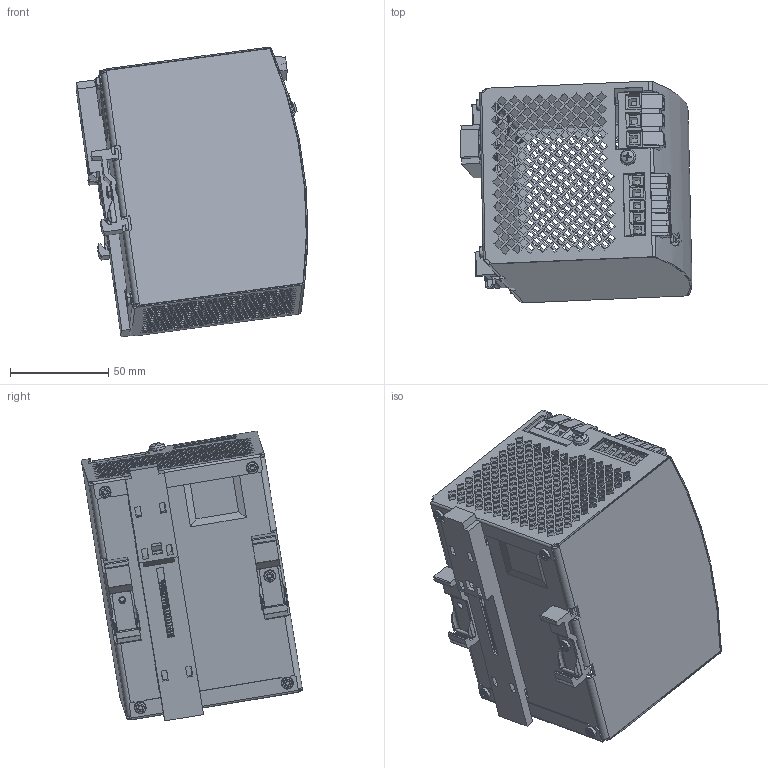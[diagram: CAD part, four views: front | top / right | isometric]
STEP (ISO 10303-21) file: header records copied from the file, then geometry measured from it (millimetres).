
FILE_DESCRIPTION((''),'2;1');
FILE_NAME('342_SLA8_SW0001','2012-02-09T',('dhelisch'),(''),'PRO/ENGINEER BY PARAMETRIC TECHNOLOGY CORPORATION, 2007250','PRO/ENGINEER BY PARAMETRIC TECHNOLOGY CORPORATION, 2007250','');
FILE_SCHEMA(('CONFIG_CONTROL_DESIGN'));
Products named in the file (1): 342_SLA8_SW0001
Bounding box: 118.14 x 112.72 x 147.68 mm (x, y, z)
Volume: 94966 mm3; surface area: 134168.4 mm2
Topology: 7 solids, 7 shells, 3575 faces, 10505 edges, 6944 vertices
Faces by surface type: plane 3150, cylinder 322, bspline 38, cone 36, torus 27, sphere 2
Entity records: 173073 total; most frequent: CARTESIAN_POINT 49846, ORIENTED_EDGE 21002, DIRECTION 18083, EDGE_CURVE 10501, VECTOR 9407, LINE 9407, VERTEX_POINT 6944, EDGE_LOOP 4739
